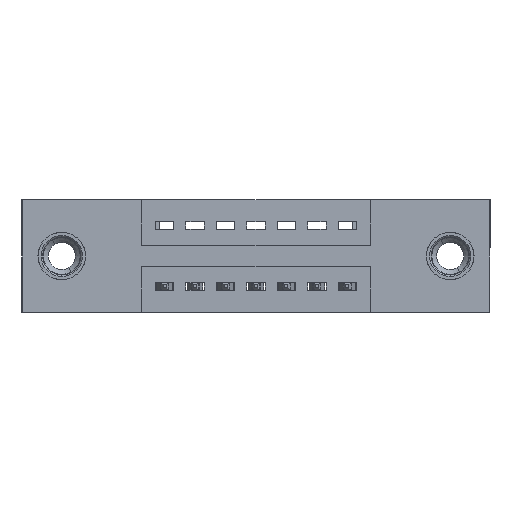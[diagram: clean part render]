
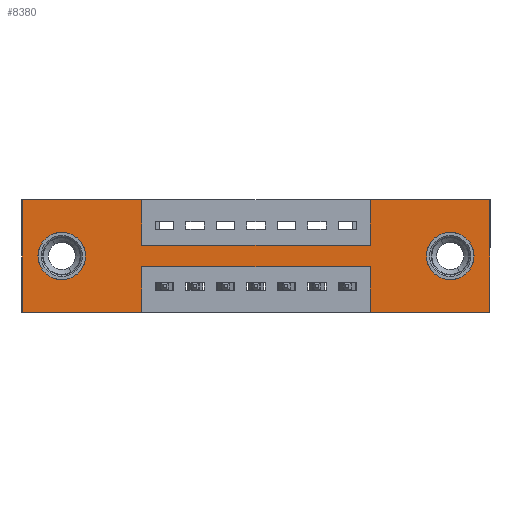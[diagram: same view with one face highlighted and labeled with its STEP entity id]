
A CAD part, front view. The second image highlights one B-rep face of the part: STEP entity #8380.
In plain terms, the highlighted planar face has unit normal (0, -1, 0).
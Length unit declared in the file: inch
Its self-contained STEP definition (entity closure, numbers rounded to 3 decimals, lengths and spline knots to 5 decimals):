
#90 = DIRECTION ( 'NONE',  ( 0., 1., 0. ) ) ;
#273 = CIRCLE ( 'NONE', #12250, 0.078 ) ;
#538 = CARTESIAN_POINT ( 'NONE',  ( 1.1425, 0., -0.22 ) ) ;
#604 = CARTESIAN_POINT ( 'NONE',  ( 0., 0., -0.37 ) ) ;
#648 = CARTESIAN_POINT ( 'NONE',  ( 0.3925, 0., -0.37 ) ) ;
#916 = EDGE_LOOP ( 'NONE', ( #6377, #12296 ) ) ;
#918 = VERTEX_POINT ( 'NONE', #4178 ) ;
#952 = ORIENTED_EDGE ( 'NONE', *, *, #7015, .F. ) ;
#954 = VERTEX_POINT ( 'NONE', #13314 ) ;
#1039 = LINE ( 'NONE', #12696, #4755 ) ;
#1047 = EDGE_CURVE ( 'NONE', #4420, #10460, #7013, .T. ) ;
#1219 = EDGE_CURVE ( 'NONE', #3812, #4420, #12904, .T. ) ;
#1757 = DIRECTION ( 'NONE',  ( 0., -1., 0. ) ) ;
#1769 = VECTOR ( 'NONE', #11676, 39.37008 ) ;
#1799 = DIRECTION ( 'NONE',  ( 0., 0., -1. ) ) ;
#1971 = ORIENTED_EDGE ( 'NONE', *, *, #6175, .T. ) ;
#2211 = VECTOR ( 'NONE', #4558, 39.37008 ) ;
#2278 = CARTESIAN_POINT ( 'NONE',  ( 1.405, 0., -0.185 ) ) ;
#2591 = CARTESIAN_POINT ( 'NONE',  ( 0.3925, 0., -0.15 ) ) ;
#2726 = DIRECTION ( 'NONE',  ( 0., 0., 1. ) ) ;
#2748 = EDGE_CURVE ( 'NONE', #954, #9927, #3049, .T. ) ;
#3049 = LINE ( 'NONE', #3689, #8548 ) ;
#3090 = EDGE_CURVE ( 'NONE', #12220, #954, #7815, .T. ) ;
#3276 = VERTEX_POINT ( 'NONE', #4639 ) ;
#3375 = DIRECTION ( 'NONE',  ( -1., 0., 0. ) ) ;
#3379 = ORIENTED_EDGE ( 'NONE', *, *, #9867, .F. ) ;
#3388 = DIRECTION ( 'NONE',  ( 0., 1., 0. ) ) ;
#3575 = VERTEX_POINT ( 'NONE', #9699 ) ;
#3589 = CARTESIAN_POINT ( 'NONE',  ( 0.3925, 0., 0. ) ) ;
#3633 = DIRECTION ( 'NONE',  ( 0., 0., 1. ) ) ;
#3689 = CARTESIAN_POINT ( 'NONE',  ( 0.3925, 0., -0.37 ) ) ;
#3812 = VERTEX_POINT ( 'NONE', #4778 ) ;
#4017 = VECTOR ( 'NONE', #4854, 39.37008 ) ;
#4028 = DIRECTION ( 'NONE',  ( 0., 1., 0. ) ) ;
#4178 = CARTESIAN_POINT ( 'NONE',  ( 0.3925, 0., -0.15 ) ) ;
#4201 = EDGE_CURVE ( 'NONE', #10460, #7466, #10147, .T. ) ;
#4316 = CARTESIAN_POINT ( 'NONE',  ( 0., 0., 0. ) ) ;
#4411 = CARTESIAN_POINT ( 'NONE',  ( 0., 0., -0.37 ) ) ;
#4420 = VERTEX_POINT ( 'NONE', #6951 ) ;
#4544 = EDGE_CURVE ( 'NONE', #9927, #6008, #1039, .T. ) ;
#4556 = DIRECTION ( 'NONE',  ( 0., 0., -1. ) ) ;
#4558 = DIRECTION ( 'NONE',  ( 0., 0., 1. ) ) ;
#4639 = CARTESIAN_POINT ( 'NONE',  ( 0.3925, 0., 0. ) ) ;
#4688 = VERTEX_POINT ( 'NONE', #5424 ) ;
#4755 = VECTOR ( 'NONE', #5910, 39.37008 ) ;
#4778 = CARTESIAN_POINT ( 'NONE',  ( 1.1425, 0., -0.15 ) ) ;
#4854 = DIRECTION ( 'NONE',  ( 1., 0., 0. ) ) ;
#4899 = CARTESIAN_POINT ( 'NONE',  ( 0., 0., 0. ) ) ;
#4922 = VECTOR ( 'NONE', #3375, 39.37008 ) ;
#5007 = CARTESIAN_POINT ( 'NONE',  ( 0., 0., 0. ) ) ;
#5424 = CARTESIAN_POINT ( 'NONE',  ( 0.13, 0., -0.107 ) ) ;
#5655 = LINE ( 'NONE', #3589, #13662 ) ;
#5712 = FACE_BOUND ( 'NONE', #916, .T. ) ;
#5867 = CARTESIAN_POINT ( 'NONE',  ( 1.1425, 0., -0.37 ) ) ;
#5910 = DIRECTION ( 'NONE',  ( -1., 0., 0. ) ) ;
#6008 = VERTEX_POINT ( 'NONE', #13496 ) ;
#6078 = EDGE_CURVE ( 'NONE', #6199, #12220, #12938, .T. ) ;
#6085 = FACE_OUTER_BOUND ( 'NONE', #10433, .T. ) ;
#6175 = EDGE_CURVE ( 'NONE', #7174, #4688, #273, .T. ) ;
#6199 = VERTEX_POINT ( 'NONE', #5867 ) ;
#6377 = ORIENTED_EDGE ( 'NONE', *, *, #10237, .T. ) ;
#6415 = PLANE ( 'NONE',  #7867 ) ;
#6420 = ORIENTED_EDGE ( 'NONE', *, *, #12111, .T. ) ;
#6785 = DIRECTION ( 'NONE',  ( -1., 0., 0. ) ) ;
#6908 = DIRECTION ( 'NONE',  ( 0., 0., 1. ) ) ;
#6951 = CARTESIAN_POINT ( 'NONE',  ( 1.1425, 0., 0. ) ) ;
#7000 = CARTESIAN_POINT ( 'NONE',  ( 1.535, 0., 0. ) ) ;
#7013 = LINE ( 'NONE', #5007, #4017 ) ;
#7015 = EDGE_CURVE ( 'NONE', #6008, #10756, #7552, .T. ) ;
#7076 = CARTESIAN_POINT ( 'NONE',  ( 1.405, 0., -0.185 ) ) ;
#7126 = DIRECTION ( 'NONE',  ( 0., 0., -1. ) ) ;
#7174 = VERTEX_POINT ( 'NONE', #9226 ) ;
#7466 = VERTEX_POINT ( 'NONE', #14416 ) ;
#7552 = LINE ( 'NONE', #14070, #9347 ) ;
#7608 = LINE ( 'NONE', #2591, #1769 ) ;
#7814 = ORIENTED_EDGE ( 'NONE', *, *, #9747, .F. ) ;
#7815 = LINE ( 'NONE', #13382, #12113 ) ;
#7867 = AXIS2_PLACEMENT_3D ( 'NONE', #604, #1757, #1799 ) ;
#8131 = ORIENTED_EDGE ( 'NONE', *, *, #12702, .F. ) ;
#8216 = CARTESIAN_POINT ( 'NONE',  ( 1.1425, 0., -0.37 ) ) ;
#8380 = ADVANCED_FACE ( 'NONE', ( #5712, #10759, #6085 ), #6415, .T. ) ;
#8548 = VECTOR ( 'NONE', #14073, 39.37008 ) ;
#8635 = ORIENTED_EDGE ( 'NONE', *, *, #10921, .F. ) ;
#8746 = ORIENTED_EDGE ( 'NONE', *, *, #1047, .F. ) ;
#9163 = DIRECTION ( 'NONE',  ( 0., 0., 1. ) ) ;
#9191 = CIRCLE ( 'NONE', #12462, 0.078 ) ;
#9226 = CARTESIAN_POINT ( 'NONE',  ( 0.13, 0., -0.263 ) ) ;
#9347 = VECTOR ( 'NONE', #2726, 39.37008 ) ;
#9371 = CARTESIAN_POINT ( 'NONE',  ( 0.13, 0., -0.185 ) ) ;
#9442 = ORIENTED_EDGE ( 'NONE', *, *, #1219, .F. ) ;
#9533 = LINE ( 'NONE', #4899, #11169 ) ;
#9699 = CARTESIAN_POINT ( 'NONE',  ( 1.405, 0., -0.263 ) ) ;
#9747 = EDGE_CURVE ( 'NONE', #3276, #918, #5655, .T. ) ;
#9867 = EDGE_CURVE ( 'NONE', #918, #3812, #7608, .T. ) ;
#9927 = VERTEX_POINT ( 'NONE', #648 ) ;
#10081 = ORIENTED_EDGE ( 'NONE', *, *, #3090, .F. ) ;
#10147 = LINE ( 'NONE', #12411, #11748 ) ;
#10237 = EDGE_CURVE ( 'NONE', #14430, #3575, #12435, .T. ) ;
#10284 = DIRECTION ( 'NONE',  ( 0., 0., -1. ) ) ;
#10433 = EDGE_LOOP ( 'NONE', ( #14642, #10081, #12812, #8635, #14394, #8746, #9442, #3379, #7814, #8131, #952, #13434 ) ) ;
#10460 = VERTEX_POINT ( 'NONE', #7000 ) ;
#10756 = VERTEX_POINT ( 'NONE', #4316 ) ;
#10759 = FACE_BOUND ( 'NONE', #13200, .T. ) ;
#10921 = EDGE_CURVE ( 'NONE', #7466, #6199, #14382, .T. ) ;
#11092 = EDGE_CURVE ( 'NONE', #3575, #14430, #9191, .T. ) ;
#11169 = VECTOR ( 'NONE', #12725, 39.37008 ) ;
#11676 = DIRECTION ( 'NONE',  ( 1., 0., 0. ) ) ;
#11748 = VECTOR ( 'NONE', #14693, 39.37008 ) ;
#12102 = AXIS2_PLACEMENT_3D ( 'NONE', #13718, #90, #3633 ) ;
#12111 = EDGE_CURVE ( 'NONE', #4688, #7174, #12578, .T. ) ;
#12113 = VECTOR ( 'NONE', #6785, 39.37008 ) ;
#12220 = VERTEX_POINT ( 'NONE', #538 ) ;
#12250 = AXIS2_PLACEMENT_3D ( 'NONE', #9371, #12800, #6908 ) ;
#12296 = ORIENTED_EDGE ( 'NONE', *, *, #11092, .T. ) ;
#12411 = CARTESIAN_POINT ( 'NONE',  ( 1.535, 0., 0. ) ) ;
#12435 = CIRCLE ( 'NONE', #14271, 0.078 ) ;
#12462 = AXIS2_PLACEMENT_3D ( 'NONE', #7076, #4028, #7126 ) ;
#12578 = CIRCLE ( 'NONE', #12102, 0.078 ) ;
#12677 = CARTESIAN_POINT ( 'NONE',  ( 1.405, 0., -0.107 ) ) ;
#12696 = CARTESIAN_POINT ( 'NONE',  ( 0., 0., -0.37 ) ) ;
#12702 = EDGE_CURVE ( 'NONE', #10756, #3276, #9533, .T. ) ;
#12725 = DIRECTION ( 'NONE',  ( 1., 0., 0. ) ) ;
#12800 = DIRECTION ( 'NONE',  ( 0., 1., 0. ) ) ;
#12812 = ORIENTED_EDGE ( 'NONE', *, *, #6078, .F. ) ;
#12904 = LINE ( 'NONE', #13625, #2211 ) ;
#12938 = LINE ( 'NONE', #8216, #13805 ) ;
#13200 = EDGE_LOOP ( 'NONE', ( #6420, #1971 ) ) ;
#13314 = CARTESIAN_POINT ( 'NONE',  ( 0.3925, 0., -0.22 ) ) ;
#13382 = CARTESIAN_POINT ( 'NONE',  ( 0.3925, 0., -0.22 ) ) ;
#13434 = ORIENTED_EDGE ( 'NONE', *, *, #4544, .F. ) ;
#13496 = CARTESIAN_POINT ( 'NONE',  ( 0., 0., -0.37 ) ) ;
#13625 = CARTESIAN_POINT ( 'NONE',  ( 1.1425, 0., 0. ) ) ;
#13662 = VECTOR ( 'NONE', #10284, 39.37008 ) ;
#13718 = CARTESIAN_POINT ( 'NONE',  ( 0.13, 0., -0.185 ) ) ;
#13805 = VECTOR ( 'NONE', #9163, 39.37008 ) ;
#14070 = CARTESIAN_POINT ( 'NONE',  ( 0., 0., 0. ) ) ;
#14073 = DIRECTION ( 'NONE',  ( 0., 0., -1. ) ) ;
#14271 = AXIS2_PLACEMENT_3D ( 'NONE', #2278, #3388, #4556 ) ;
#14382 = LINE ( 'NONE', #4411, #4922 ) ;
#14394 = ORIENTED_EDGE ( 'NONE', *, *, #4201, .F. ) ;
#14416 = CARTESIAN_POINT ( 'NONE',  ( 1.535, 0., -0.37 ) ) ;
#14430 = VERTEX_POINT ( 'NONE', #12677 ) ;
#14642 = ORIENTED_EDGE ( 'NONE', *, *, #2748, .F. ) ;
#14693 = DIRECTION ( 'NONE',  ( 0., 0., -1. ) ) ;
